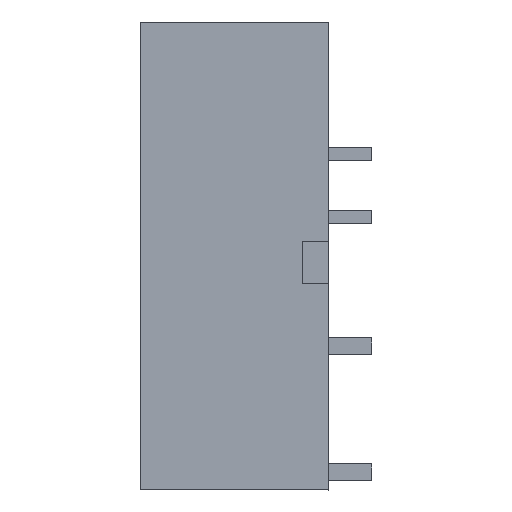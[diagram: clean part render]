
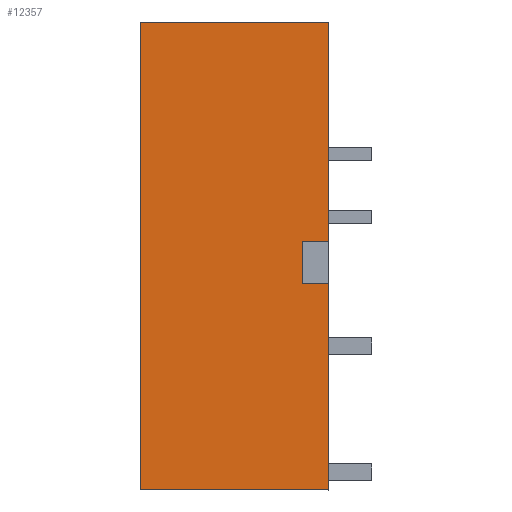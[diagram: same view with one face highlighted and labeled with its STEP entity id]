
A CAD part, left-side view. The second image highlights one B-rep face of the part: STEP entity #12357.
In plain terms, the highlighted planar face has unit normal (-1, 0, 0).
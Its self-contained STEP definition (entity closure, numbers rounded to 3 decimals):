
#12340=AXIS2_PLACEMENT_3D('Plane Axis2P3D',#12337,#12338,#12339) ;
#263=CARTESIAN_POINT('Vertex',(0.,14.,-28.3)) ;
#266=CARTESIAN_POINT('Line Origine',(0.,14.,-14.15)) ;
#270=CARTESIAN_POINT('Vertex',(0.,14.,0.)) ;
#686=CARTESIAN_POINT('Line Origine',(0.,8.3,0.)) ;
#690=CARTESIAN_POINT('Vertex',(0.,2.6,0.)) ;
#10339=CARTESIAN_POINT('Vertex',(0.,2.6,-15.8)) ;
#10344=CARTESIAN_POINT('Line Origine',(0.,2.6,-22.05)) ;
#10348=CARTESIAN_POINT('Vertex',(0.,2.6,-28.3)) ;
#10506=CARTESIAN_POINT('Line Origine',(0.,2.6,-6.65)) ;
#10510=CARTESIAN_POINT('Vertex',(0.,2.6,-13.3)) ;
#10721=CARTESIAN_POINT('Vertex',(0.,4.2,-15.8)) ;
#10724=CARTESIAN_POINT('Line Origine',(0.,3.4,-15.8)) ;
#11136=CARTESIAN_POINT('Line Origine',(0.,3.4,-13.3)) ;
#11140=CARTESIAN_POINT('Vertex',(0.,4.2,-13.3)) ;
#12071=CARTESIAN_POINT('Line Origine',(0.,8.3,-28.3)) ;
#12337=CARTESIAN_POINT('Axis2P3D Location',(0.,-0.9,-28.3)) ;
#12342=CARTESIAN_POINT('Line Origine',(0.,4.2,-14.55)) ;
#267=DIRECTION('Vector Direction',(0.,0.,1.)) ;
#687=DIRECTION('Vector Direction',(0.,-1.,0.)) ;
#10345=DIRECTION('Vector Direction',(0.,0.,-1.)) ;
#10507=DIRECTION('Vector Direction',(0.,0.,-1.)) ;
#10725=DIRECTION('Vector Direction',(0.,1.,0.)) ;
#11137=DIRECTION('Vector Direction',(0.,1.,0.)) ;
#12072=DIRECTION('Vector Direction',(0.,1.,0.)) ;
#12338=DIRECTION('Axis2P3D Direction',(-1.,0.,0.)) ;
#12339=DIRECTION('Axis2P3D XDirection',(0.,0.,1.)) ;
#12343=DIRECTION('Vector Direction',(0.,0.,-1.)) ;
#268=VECTOR('Line Direction',#267,1.) ;
#688=VECTOR('Line Direction',#687,1.) ;
#10346=VECTOR('Line Direction',#10345,1.) ;
#10508=VECTOR('Line Direction',#10507,1.) ;
#10726=VECTOR('Line Direction',#10725,1.) ;
#11138=VECTOR('Line Direction',#11137,1.) ;
#12073=VECTOR('Line Direction',#12072,1.) ;
#12344=VECTOR('Line Direction',#12343,1.) ;
#12348=ORIENTED_EDGE('',*,*,#10512,.T.) ;
#12349=ORIENTED_EDGE('',*,*,#692,.T.) ;
#12350=ORIENTED_EDGE('',*,*,#272,.T.) ;
#12351=ORIENTED_EDGE('',*,*,#12075,.T.) ;
#12352=ORIENTED_EDGE('',*,*,#10350,.T.) ;
#12353=ORIENTED_EDGE('',*,*,#10728,.T.) ;
#12354=ORIENTED_EDGE('',*,*,#12346,.T.) ;
#12355=ORIENTED_EDGE('',*,*,#11142,.T.) ;
#12357=ADVANCED_FACE('main body',(#12356),#12341,.T.) ;
#272=EDGE_CURVE('',#271,#264,#269,.F.) ;
#692=EDGE_CURVE('',#691,#271,#689,.F.) ;
#10350=EDGE_CURVE('',#10349,#10340,#10347,.F.) ;
#10512=EDGE_CURVE('',#10511,#691,#10509,.F.) ;
#10728=EDGE_CURVE('',#10340,#10722,#10727,.T.) ;
#11142=EDGE_CURVE('',#11141,#10511,#11139,.F.) ;
#12075=EDGE_CURVE('',#264,#10349,#12074,.F.) ;
#12346=EDGE_CURVE('',#10722,#11141,#12345,.F.) ;
#12347=EDGE_LOOP('',(#12348,#12349,#12350,#12351,#12352,#12353,#12354,#12355)) ;
#12356=FACE_OUTER_BOUND('',#12347,.T.) ;
#269=LINE('Line',#266,#268) ;
#689=LINE('Line',#686,#688) ;
#10347=LINE('Line',#10344,#10346) ;
#10509=LINE('Line',#10506,#10508) ;
#10727=LINE('Line',#10724,#10726) ;
#11139=LINE('Line',#11136,#11138) ;
#12074=LINE('Line',#12071,#12073) ;
#12345=LINE('Line',#12342,#12344) ;
#12341=PLANE('',#12340) ;
#264=VERTEX_POINT('',#263) ;
#271=VERTEX_POINT('',#270) ;
#691=VERTEX_POINT('',#690) ;
#10340=VERTEX_POINT('',#10339) ;
#10349=VERTEX_POINT('',#10348) ;
#10511=VERTEX_POINT('',#10510) ;
#10722=VERTEX_POINT('',#10721) ;
#11141=VERTEX_POINT('',#11140) ;
